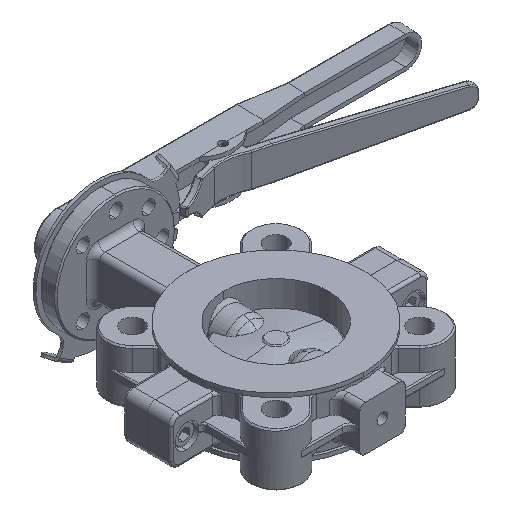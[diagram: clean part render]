
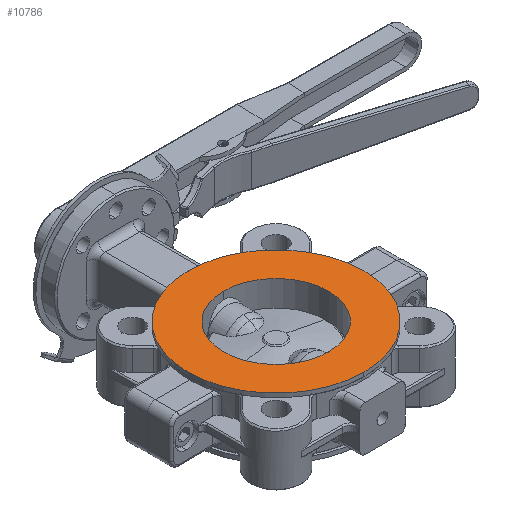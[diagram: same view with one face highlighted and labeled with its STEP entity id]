
A CAD part, isometric view. The second image highlights one B-rep face of the part: STEP entity #10786.
In plain terms, the highlighted planar face has unit normal (0, 0, 1).
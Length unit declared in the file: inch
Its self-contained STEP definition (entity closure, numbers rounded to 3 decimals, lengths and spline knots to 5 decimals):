
#189 = EDGE_CURVE ( 'NONE', #25918, #12373, #28651, .T. ) ;
#623 = VERTEX_POINT ( 'NONE', #40193 ) ;
#3652 = AXIS2_PLACEMENT_3D ( 'NONE', #16442, #29155, #25882 ) ;
#3681 = CIRCLE ( 'NONE', #37129, 2.59843 ) ;
#4749 = EDGE_CURVE ( 'NONE', #12373, #25918, #3681, .T. ) ;
#4817 = EDGE_LOOP ( 'NONE', ( #31875, #23357 ) ) ;
#5200 = CARTESIAN_POINT ( 'NONE',  ( 0., -1.55512, 0.90551 ) ) ;
#5279 = EDGE_CURVE ( 'NONE', #9171, #623, #18584, .T. ) ;
#8021 = CARTESIAN_POINT ( 'NONE',  ( 0., 0., 0.90551 ) ) ;
#9171 = VERTEX_POINT ( 'NONE', #5200 ) ;
#9447 = DIRECTION ( 'NONE',  ( 0., 1., 0. ) ) ;
#9672 = ORIENTED_EDGE ( 'NONE', *, *, #189, .T. ) ;
#9900 = DIRECTION ( 'NONE',  ( 0., 1., 0. ) ) ;
#10605 = AXIS2_PLACEMENT_3D ( 'NONE', #8021, #29034, #27116 ) ;
#10786 = ADVANCED_FACE ( 'NONE', ( #29223, #11528 ), #17840, .T. ) ;
#11528 = FACE_BOUND ( 'NONE', #4817, .T. ) ;
#12373 = VERTEX_POINT ( 'NONE', #15670 ) ;
#15670 = CARTESIAN_POINT ( 'NONE',  ( 0., 2.59843, 0.90551 ) ) ;
#16442 = CARTESIAN_POINT ( 'NONE',  ( 0., 0., 0.90551 ) ) ;
#17840 = PLANE ( 'NONE',  #10605 ) ;
#18584 = CIRCLE ( 'NONE', #36447, 1.55512 ) ;
#20701 = CIRCLE ( 'NONE', #3652, 1.55512 ) ;
#21980 = DIRECTION ( 'NONE',  ( 0., 0., 1. ) ) ;
#23357 = ORIENTED_EDGE ( 'NONE', *, *, #36382, .F. ) ;
#25882 = DIRECTION ( 'NONE',  ( 0., 1., 0. ) ) ;
#25918 = VERTEX_POINT ( 'NONE', #30752 ) ;
#27116 = DIRECTION ( 'NONE',  ( 0., 1., 0. ) ) ;
#28025 = ORIENTED_EDGE ( 'NONE', *, *, #4749, .T. ) ;
#28549 = DIRECTION ( 'NONE',  ( 0., 0., 1. ) ) ;
#28651 = CIRCLE ( 'NONE', #40478, 2.59843 ) ;
#29034 = DIRECTION ( 'NONE',  ( 0., 0., 1. ) ) ;
#29155 = DIRECTION ( 'NONE',  ( 0., 0., 1. ) ) ;
#29223 = FACE_OUTER_BOUND ( 'NONE', #34761, .T. ) ;
#30752 = CARTESIAN_POINT ( 'NONE',  ( 0., -2.59843, 0.90551 ) ) ;
#31713 = CARTESIAN_POINT ( 'NONE',  ( 0., 0., 0.90551 ) ) ;
#31875 = ORIENTED_EDGE ( 'NONE', *, *, #5279, .F. ) ;
#34761 = EDGE_LOOP ( 'NONE', ( #9672, #28025 ) ) ;
#35149 = CARTESIAN_POINT ( 'NONE',  ( 0., 0., 0.90551 ) ) ;
#36382 = EDGE_CURVE ( 'NONE', #623, #9171, #20701, .T. ) ;
#36447 = AXIS2_PLACEMENT_3D ( 'NONE', #31713, #38274, #38064 ) ;
#37129 = AXIS2_PLACEMENT_3D ( 'NONE', #35149, #21980, #9447 ) ;
#38034 = CARTESIAN_POINT ( 'NONE',  ( 0., 0., 0.90551 ) ) ;
#38064 = DIRECTION ( 'NONE',  ( 0., 1., 0. ) ) ;
#38274 = DIRECTION ( 'NONE',  ( 0., 0., 1. ) ) ;
#40193 = CARTESIAN_POINT ( 'NONE',  ( 0., 1.55512, 0.90551 ) ) ;
#40478 = AXIS2_PLACEMENT_3D ( 'NONE', #38034, #28549, #9900 ) ;
